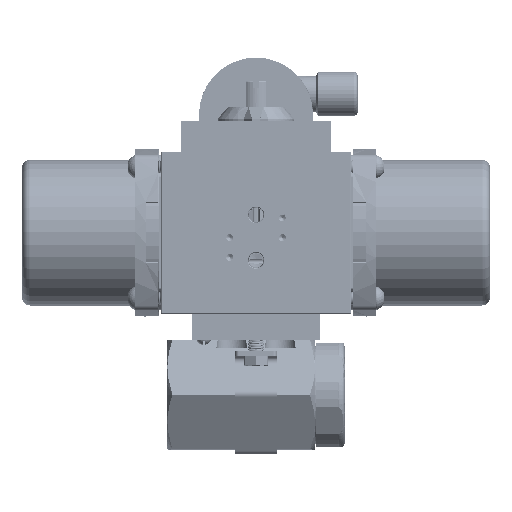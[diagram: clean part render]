
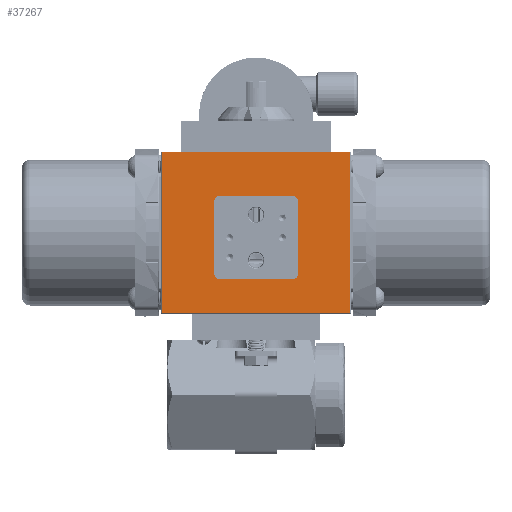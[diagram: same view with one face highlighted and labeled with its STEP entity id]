
A CAD part, top view. The second image highlights one B-rep face of the part: STEP entity #37267.
In plain terms, the highlighted planar face has unit normal (0, 0, 1).
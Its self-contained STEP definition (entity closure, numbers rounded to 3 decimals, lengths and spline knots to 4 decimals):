
#3010 = VERTEX_POINT ( 'NONE', #141508 ) ;
#6172 = CARTESIAN_POINT ( 'NONE',  ( 0.878, 4.7675, 1.55 ) ) ;
#6547 = DIRECTION ( 'NONE',  ( 0., 0., -1. ) ) ;
#7960 = CARTESIAN_POINT ( 'NONE',  ( -0.997, 2.8925, 1.55 ) ) ;
#9345 = DIRECTION ( 'NONE',  ( 0., 0., -1. ) ) ;
#10321 = VECTOR ( 'NONE', #70266, 39.3701 ) ;
#12044 = FACE_BOUND ( 'NONE', #117720, .T. ) ;
#12578 = AXIS2_PLACEMENT_3D ( 'NONE', #19524, #106911, #32046 ) ;
#14566 = VERTEX_POINT ( 'NONE', #7960 ) ;
#15715 = CIRCLE ( 'NONE', #12578, 0.125 ) ;
#19524 = CARTESIAN_POINT ( 'NONE',  ( -0.872, 4.6425, 1.55 ) ) ;
#20067 = DIRECTION ( 'NONE',  ( 0., 0., -1. ) ) ;
#20103 = EDGE_CURVE ( 'NONE', #3010, #159288, #116224, .T. ) ;
#20367 = CARTESIAN_POINT ( 'NONE',  ( -2.253, 5.8125, 1.55 ) ) ;
#23544 = VERTEX_POINT ( 'NONE', #141002 ) ;
#24686 = CARTESIAN_POINT ( 'NONE',  ( -2.253, 1.9525, 1.55 ) ) ;
#27462 = ORIENTED_EDGE ( 'NONE', *, *, #37055, .F. ) ;
#32046 = DIRECTION ( 'NONE',  ( 0., 1., 0. ) ) ;
#33837 = VECTOR ( 'NONE', #160516, 39.3701 ) ;
#34159 = VERTEX_POINT ( 'NONE', #20367 ) ;
#34594 = DIRECTION ( 'NONE',  ( 0., 1., 0. ) ) ;
#35494 = VECTOR ( 'NONE', #115719, 39.3701 ) ;
#35974 = VECTOR ( 'NONE', #34594, 39.3701 ) ;
#37055 = EDGE_CURVE ( 'NONE', #144483, #14566, #101935, .T. ) ;
#37267 = ADVANCED_FACE ( 'NONE', ( #74545, #12044 ), #44670, .F. ) ;
#40911 = ORIENTED_EDGE ( 'NONE', *, *, #20103, .F. ) ;
#43261 = LINE ( 'NONE', #103407, #138918 ) ;
#44670 = PLANE ( 'NONE',  #128527 ) ;
#45862 = VECTOR ( 'NONE', #82724, 39.3701 ) ;
#46892 = VERTEX_POINT ( 'NONE', #24686 ) ;
#51426 = VERTEX_POINT ( 'NONE', #6172 ) ;
#51436 = CARTESIAN_POINT ( 'NONE',  ( 0.878, 2.8925, 1.55 ) ) ;
#53917 = CARTESIAN_POINT ( 'NONE',  ( -0.872, 4.7675, 1.55 ) ) ;
#55927 = EDGE_CURVE ( 'NONE', #46892, #86758, #96405, .T. ) ;
#56204 = DIRECTION ( 'NONE',  ( 0., -1., 0. ) ) ;
#56552 = VERTEX_POINT ( 'NONE', #53917 ) ;
#60666 = CARTESIAN_POINT ( 'NONE',  ( 2.273, 1.9525, 1.55 ) ) ;
#62292 = ORIENTED_EDGE ( 'NONE', *, *, #72515, .T. ) ;
#64035 = DIRECTION ( 'NONE',  ( 0., 1., 0. ) ) ;
#64680 = CARTESIAN_POINT ( 'NONE',  ( 1.003, 4.6425, 1.55 ) ) ;
#66278 = DIRECTION ( 'NONE',  ( -1., 0., 0. ) ) ;
#68144 = VERTEX_POINT ( 'NONE', #123828 ) ;
#68223 = LINE ( 'NONE', #130970, #105352 ) ;
#69605 = CARTESIAN_POINT ( 'NONE',  ( 2.253, 1.9525, 1.55 ) ) ;
#69676 = CARTESIAN_POINT ( 'NONE',  ( 1.003, 4.7675, 1.55 ) ) ;
#70266 = DIRECTION ( 'NONE',  ( -1., 0., 0. ) ) ;
#72515 = EDGE_CURVE ( 'NONE', #51426, #159288, #85753, .T. ) ;
#72634 = VERTEX_POINT ( 'NONE', #132536 ) ;
#74545 = FACE_OUTER_BOUND ( 'NONE', #114203, .T. ) ;
#74964 = ORIENTED_EDGE ( 'NONE', *, *, #152991, .T. ) ;
#75694 = ORIENTED_EDGE ( 'NONE', *, *, #161145, .T. ) ;
#75819 = DIRECTION ( 'NONE',  ( 1., 0., 0. ) ) ;
#76702 = CIRCLE ( 'NONE', #95055, 0.125 ) ;
#77072 = EDGE_CURVE ( 'NONE', #86758, #68144, #94621, .T. ) ;
#81337 = CARTESIAN_POINT ( 'NONE',  ( 0.878, 4.6425, 1.55 ) ) ;
#82724 = DIRECTION ( 'NONE',  ( 0., 1., 0. ) ) ;
#82801 = AXIS2_PLACEMENT_3D ( 'NONE', #84161, #9345, #96695 ) ;
#82960 = EDGE_CURVE ( 'NONE', #51426, #56552, #43261, .T. ) ;
#84161 = CARTESIAN_POINT ( 'NONE',  ( -0.872, 2.8925, 1.55 ) ) ;
#85418 = EDGE_CURVE ( 'NONE', #34159, #46892, #68223, .T. ) ;
#85753 = CIRCLE ( 'NONE', #142451, 0.125 ) ;
#86758 = VERTEX_POINT ( 'NONE', #69605 ) ;
#90059 = CARTESIAN_POINT ( 'NONE',  ( -0.997, 4.7675, 1.55 ) ) ;
#93275 = CARTESIAN_POINT ( 'NONE',  ( -0.997, 4.6425, 1.55 ) ) ;
#93323 = ORIENTED_EDGE ( 'NONE', *, *, #137941, .T. ) ;
#93887 = DIRECTION ( 'NONE',  ( 0., 1., 0. ) ) ;
#94621 = LINE ( 'NONE', #121967, #35974 ) ;
#95055 = AXIS2_PLACEMENT_3D ( 'NONE', #51436, #138779, #64035 ) ;
#96405 = LINE ( 'NONE', #60666, #33837 ) ;
#96695 = DIRECTION ( 'NONE',  ( 0., 1., 0. ) ) ;
#99069 = ORIENTED_EDGE ( 'NONE', *, *, #55927, .T. ) ;
#101935 = LINE ( 'NONE', #90059, #35494 ) ;
#103407 = CARTESIAN_POINT ( 'NONE',  ( -0.997, 4.7675, 1.55 ) ) ;
#105352 = VECTOR ( 'NONE', #56204, 39.3701 ) ;
#106911 = DIRECTION ( 'NONE',  ( 0., 0., -1. ) ) ;
#107464 = DIRECTION ( 'NONE',  ( 0., 1., 0. ) ) ;
#110156 = ORIENTED_EDGE ( 'NONE', *, *, #77072, .T. ) ;
#114203 = EDGE_LOOP ( 'NONE', ( #110156, #156583, #118856, #99069 ) ) ;
#115719 = DIRECTION ( 'NONE',  ( 0., -1., 0. ) ) ;
#116224 = LINE ( 'NONE', #69676, #45862 ) ;
#116825 = EDGE_CURVE ( 'NONE', #68144, #34159, #139209, .T. ) ;
#117720 = EDGE_LOOP ( 'NONE', ( #27462, #74964, #118935, #62292, #40911, #75694, #151413, #93323 ) ) ;
#118856 = ORIENTED_EDGE ( 'NONE', *, *, #85418, .T. ) ;
#118935 = ORIENTED_EDGE ( 'NONE', *, *, #82960, .F. ) ;
#121967 = CARTESIAN_POINT ( 'NONE',  ( 2.253, 5.8325, 1.55 ) ) ;
#123393 = CIRCLE ( 'NONE', #82801, 0.125 ) ;
#123828 = CARTESIAN_POINT ( 'NONE',  ( 2.253, 5.8125, 1.55 ) ) ;
#126070 = LINE ( 'NONE', #150032, #155367 ) ;
#128527 = AXIS2_PLACEMENT_3D ( 'NONE', #157088, #20067, #107464 ) ;
#130970 = CARTESIAN_POINT ( 'NONE',  ( -2.253, 5.8325, 1.55 ) ) ;
#132536 = CARTESIAN_POINT ( 'NONE',  ( 0.878, 2.7675, 1.55 ) ) ;
#137941 = EDGE_CURVE ( 'NONE', #23544, #14566, #123393, .T. ) ;
#138779 = DIRECTION ( 'NONE',  ( 0., 0., -1. ) ) ;
#138918 = VECTOR ( 'NONE', #66278, 39.3701 ) ;
#139209 = LINE ( 'NONE', #157542, #10321 ) ;
#141002 = CARTESIAN_POINT ( 'NONE',  ( -0.872, 2.7675, 1.55 ) ) ;
#141508 = CARTESIAN_POINT ( 'NONE',  ( 1.003, 2.8925, 1.55 ) ) ;
#142311 = EDGE_CURVE ( 'NONE', #23544, #72634, #126070, .T. ) ;
#142451 = AXIS2_PLACEMENT_3D ( 'NONE', #81337, #6547, #93887 ) ;
#144483 = VERTEX_POINT ( 'NONE', #93275 ) ;
#150032 = CARTESIAN_POINT ( 'NONE',  ( -0.997, 2.7675, 1.55 ) ) ;
#151413 = ORIENTED_EDGE ( 'NONE', *, *, #142311, .F. ) ;
#152991 = EDGE_CURVE ( 'NONE', #144483, #56552, #15715, .T. ) ;
#155367 = VECTOR ( 'NONE', #75819, 39.3701 ) ;
#156583 = ORIENTED_EDGE ( 'NONE', *, *, #116825, .T. ) ;
#157088 = CARTESIAN_POINT ( 'NONE',  ( 2.273, 5.8325, 1.55 ) ) ;
#157542 = CARTESIAN_POINT ( 'NONE',  ( 2.273, 5.8125, 1.55 ) ) ;
#159288 = VERTEX_POINT ( 'NONE', #64680 ) ;
#160516 = DIRECTION ( 'NONE',  ( 1., 0., 0. ) ) ;
#161145 = EDGE_CURVE ( 'NONE', #3010, #72634, #76702, .T. ) ;
